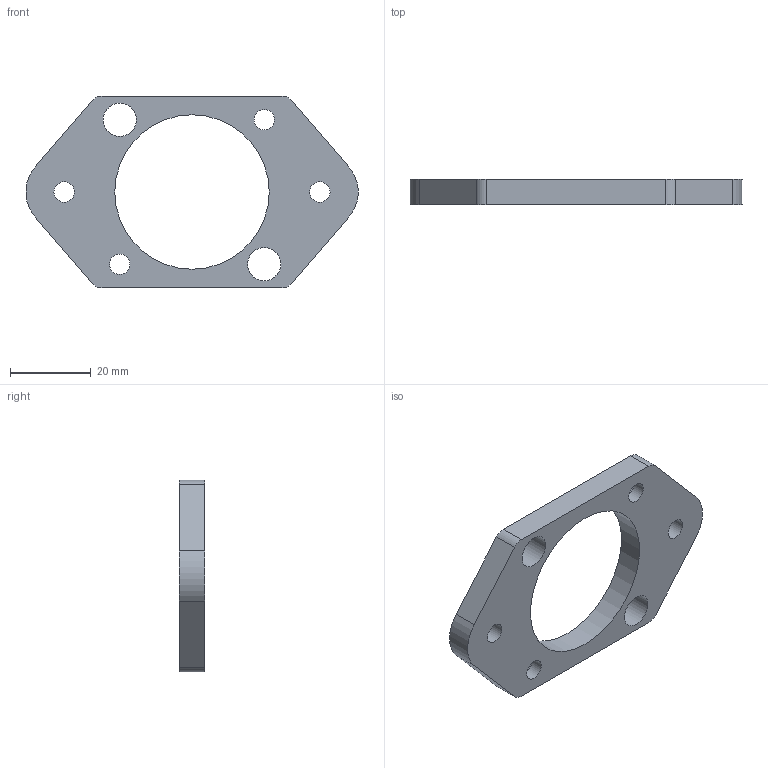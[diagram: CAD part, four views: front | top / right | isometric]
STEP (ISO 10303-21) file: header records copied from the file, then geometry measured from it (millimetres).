
FILE_DESCRIPTION (( 'STEP AP214' ), '1' );
FILE_NAME ('am-4132 57 Sport Flange Mount.STEP', '2019-10-04T16:29:11', ( '' ), ( '' ), 'SwSTEP 2.0', 'SolidWorks 2019', '' );
FILE_SCHEMA (( 'AUTOMOTIVE_DESIGN' ));
Length unit declared in the file: inch
Products named in the file (1): am-4132 57 Sport Flange Mount
Bounding box: 82.49 x 6.35 x 47.62 mm (x, y, z)
Volume: 11565.7 mm3; surface area: 6696.4 mm2
Topology: 1 solids, 1 shells, 25 faces, 63 edges, 42 vertices
Faces by surface type: cylinder 15, plane 10
Full cylindrical faces by diameter (mm): 5.105 x4, 8.255 x2, 9.525 x2, 38.354 x1
Entity records: 790 total; most frequent: DIRECTION 136, CARTESIAN_POINT 122, ORIENTED_EDGE 108, AXIS2_PLACEMENT_3D 56, EDGE_CURVE 54, EDGE_LOOP 50, VERTEX_POINT 42, FACE_OUTER_BOUND 34
